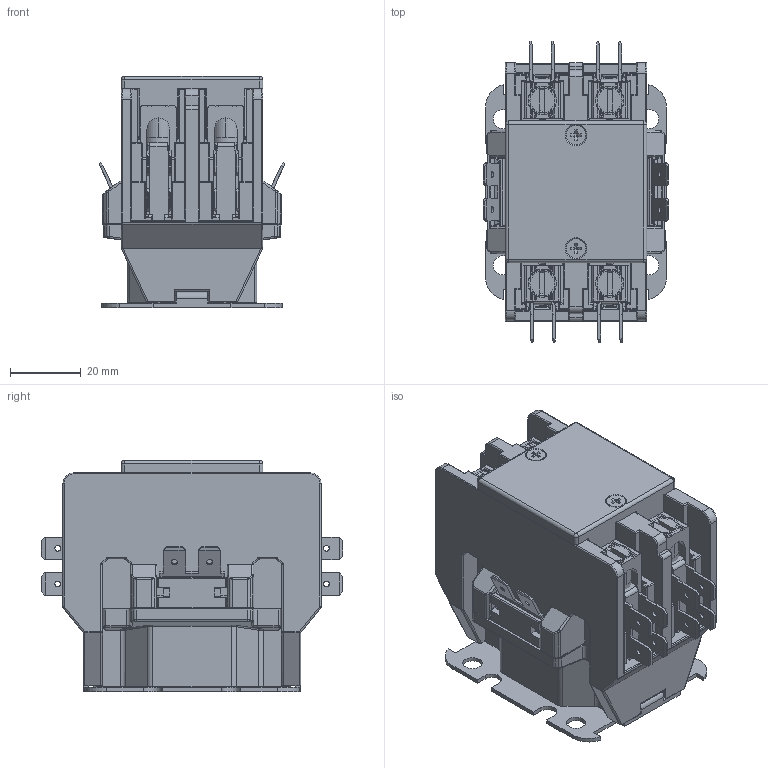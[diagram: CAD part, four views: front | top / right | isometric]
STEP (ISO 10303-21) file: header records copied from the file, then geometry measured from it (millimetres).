
FILE_DESCRIPTION((''),'2;1');
FILE_NAME('2ZTD-400-189_ASM','2018-10-29T',('KYCAD028'),(''),'PRO/ENGINEER BY PARAMETRIC TECHNOLOGY CORPORATION, 2008380','PRO/ENGINEER BY PARAMETRIC TECHNOLOGY CORPORATION, 2008380','');
FILE_SCHEMA(('CONFIG_CONTROL_DESIGN'));
Length unit declared in the file: millimetre
Products named in the file (28): 8ZTD-024-921; 8104134; 8ZTD-612-GL; 8996004; 8553136_; 8550178_; 5ZTD-553_ASM; 8282438; 8ZTD-282-439; 5104171_ASM; 8ZTD-732-490; 5ZTD-612-2; 8ZTD-549; 8ZTD-287-2017; 8ZTD-557-604; 8ZTD-732-4902; 5ZTD-520-863_ASM; 8ZTD-024-427; 8ZTD-315-1359; 8557481; 8574051; 8907008; GB845-ST29X10-F_; 8ZTD-557-821; 11_ASM; 8ZTD-315-1360; GB846-ST29X10-F; 2ZTD-400-189_ASM
Assembly tree (42 placements, depth 4):
  2ZTD-400-189_ASM
    8ZTD-024-921
    5104171_ASM
      8104134
      8ZTD-612-GL
      8996004  x2
      5ZTD-553_ASM  x2
        8553136_
        8550178_
      8282438  x2
      8ZTD-282-439  x2
    5ZTD-520-863_ASM
      8ZTD-732-490
      5ZTD-612-2
      8ZTD-549  x2
      8ZTD-287-2017
      8ZTD-557-604  x2
      8ZTD-732-4902
    8ZTD-024-427
    8ZTD-315-1359  x2
    11_ASM  x4
      8557481
      8574051
      8907008
      GB845-ST29X10-F_
      8550178_
      8ZTD-557-821
    8ZTD-315-1360
    GB846-ST29X10-F  x2
    GB845-ST29X10-F_  x2
Bounding box: 52.24 x 85.08 x 65.2 mm (x, y, z)
Volume: 108957 mm3; surface area: 92987.2 mm2
Topology: 55 solids, 65 shells, 4468 faces, 11590 edges, 7287 vertices
Faces by surface type: plane 2515, cylinder 1403, torus 185, bspline 145, sphere 136, cone 84
Entity records: 113321 total; most frequent: CARTESIAN_POINT 30496, ORIENTED_EDGE 17514, DIRECTION 16752, EDGE_CURVE 8761, VECTOR 6000, LINE 6000, VERTEX_POINT 5488, AXIS2_PLACEMENT_3D 5376
